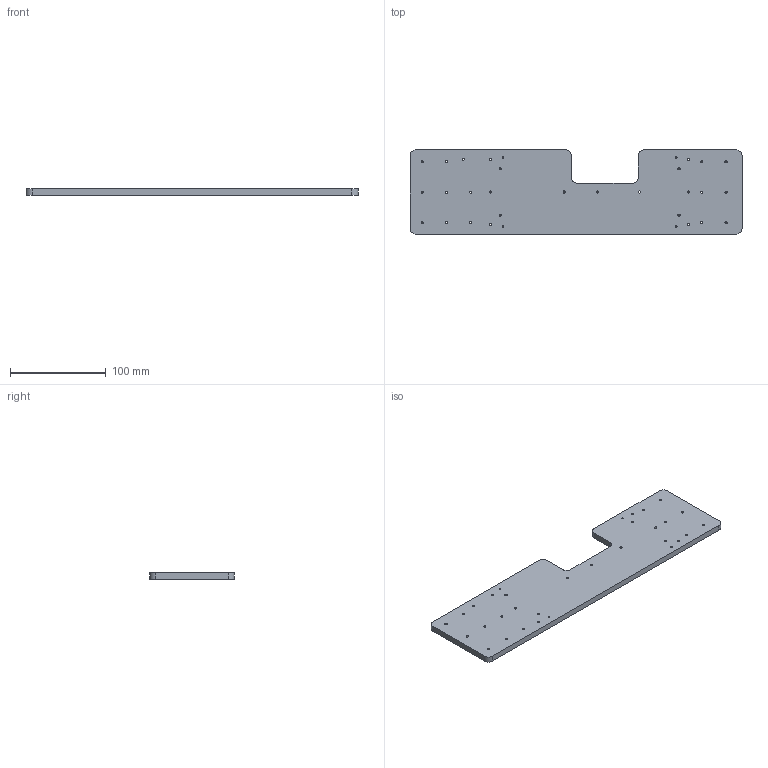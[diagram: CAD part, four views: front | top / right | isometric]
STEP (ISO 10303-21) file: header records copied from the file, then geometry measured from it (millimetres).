
FILE_DESCRIPTION(('FreeCAD Model'),'2;1');
FILE_NAME('Body.step','2021-03-01T12:52:24',( 'kicad StepUp'),('ksu MCAD'),'Open CASCADE STEP processor 7.3', 'FreeCAD','Unknown');
FILE_SCHEMA(('AUTOMOTIVE_DESIGN { 1 0 10303 214 1 1 1 1 }'));
Length unit declared in the file: millimetre
Products named in the file (1): Body
Bounding box: 346.85 x 88.27 x 6.35 mm (x, y, z)
Volume: 177849.2 mm3; surface area: 63252.3 mm2
Topology: 1 solids, 1 shells, 146 faces, 432 edges, 288 vertices
Faces by surface type: cylinder 136, plane 10
Entity records: 5197 total; most frequent: DIRECTION 998, CARTESIAN_POINT 867, ORIENTED_EDGE 864, EDGE_CURVE 432, AXIS2_PLACEMENT_3D 419, VERTEX_POINT 288, CIRCLE 272, FACE_BOUND 210
